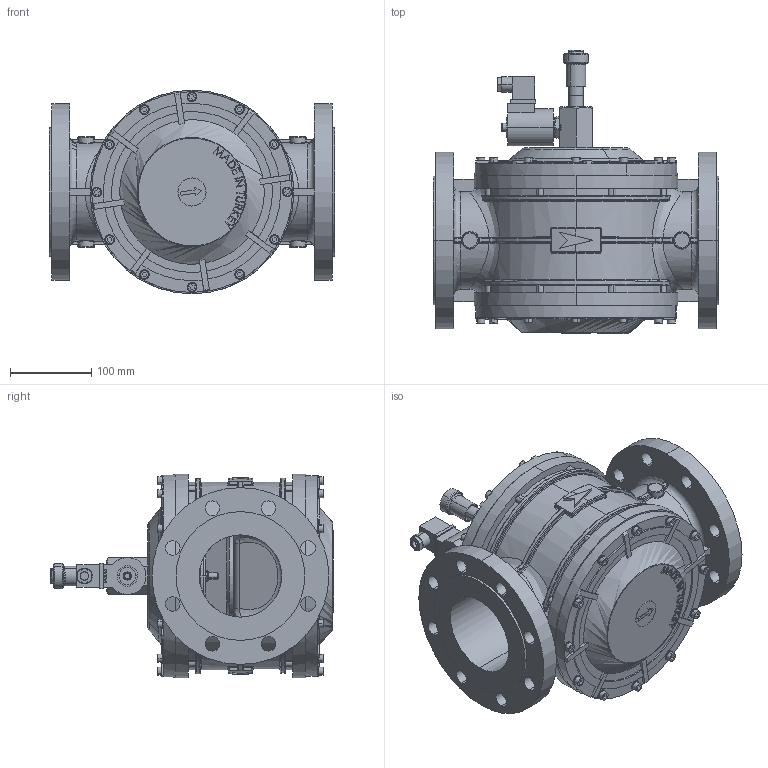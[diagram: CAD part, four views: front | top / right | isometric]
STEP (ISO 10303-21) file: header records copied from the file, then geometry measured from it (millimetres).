
FILE_DESCRIPTION (( 'STEP AP203' ), '1' );
FILE_NAME ('SV100.STEP', '2022-07-26T11:35:18', ( '' ), ( '' ), 'SwSTEP 2.0', 'SolidWorks 2018', '' );
FILE_SCHEMA (( 'CONFIG_CONTROL_DESIGN' ));
Length unit declared in the file: millimetre
Products named in the file (32): 2.14.0059; 2.14.0029; 2.13.0006; 2.14.0035_assembly mode; 2.14.0030; 2.14.0032; 2.14.0041; 2.14.0042; 2.14.0051; 2.14.0040; 2.14.0020; 2.14.0015; 2.14.0056; 2.14.0057; SV100; 2.14.0039; 2.14.0022; 2.14.0034; 2.14.0024; 2.14.0028; 2.14.0052; 2.14.0033; 2.14.0044; 2.14.0058; 2.14.0016; 2.14.0023; 2.13.0079; 2.14.0050; 2.14.0045; 2.14.0026; 2.13.0025; 2.14.0031
Assembly tree (80 placements, depth 2):
  SV100
    2.13.0006  x24
    2.13.0025  x24
    2.13.0079
    2.14.0016  x2
    2.14.0015
    2.14.0020
    2.14.0022
    2.14.0023
    2.14.0024
    2.14.0026  x2
    2.14.0028
    2.14.0029
    2.14.0030
    2.14.0031
    2.14.0032
    2.14.0033  x2
    2.14.0034
    2.14.0035_assembly mode
    2.14.0039
    2.14.0040
    2.14.0041
    2.14.0042
    2.14.0044
    2.14.0045
    2.14.0050
    2.14.0051
    2.14.0052
    2.14.0056
    2.14.0057
    2.14.0058
    2.14.0059
Bounding box: 350 x 347.9 x 250 mm (x, y, z)
Volume: 5460292.8 mm3; surface area: 990424.7 mm2
Topology: 80 solids, 80 shells, 2475 faces, 5959 edges, 3786 vertices
Faces by surface type: plane 1102, cylinder 777, torus 237, bspline 222, cone 115, sphere 22
Entity records: 88593 total; most frequent: CARTESIAN_POINT 37364, ORIENTED_EDGE 9766, DIRECTION 9603, EDGE_CURVE 4883, AXIS2_PLACEMENT_3D 3664, VERTEX_POINT 3094, LINE 2275, VECTOR 2275
